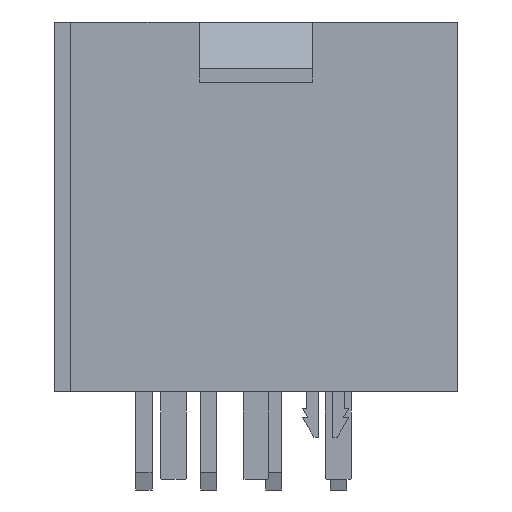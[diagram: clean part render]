
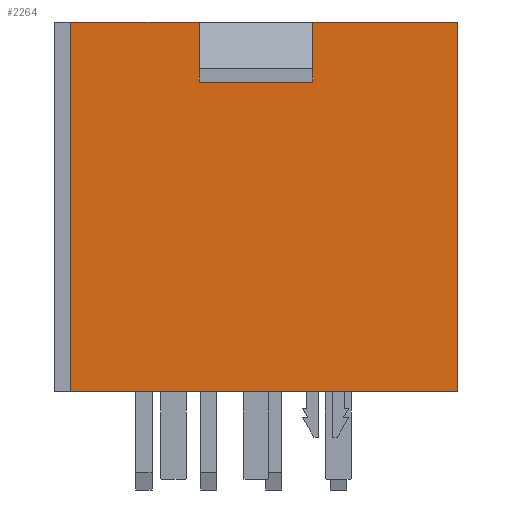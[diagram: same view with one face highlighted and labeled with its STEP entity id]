
A CAD part, left-side view. The second image highlights one B-rep face of the part: STEP entity #2264.
In plain terms, the highlighted planar face has unit normal (-1, 0, 0).
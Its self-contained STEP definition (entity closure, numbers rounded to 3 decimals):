
#503 = VERTEX_POINT ( 'NONE', #12481 ) ;
#671 = CARTESIAN_POINT ( 'NONE',  ( -13.72, 6.225, 4.103 ) ) ;
#721 = ORIENTED_EDGE ( 'NONE', *, *, #4894, .F. ) ;
#829 = VECTOR ( 'NONE', #1843, 1000. ) ;
#891 = VECTOR ( 'NONE', #9185, 1000. ) ;
#923 = ORIENTED_EDGE ( 'NONE', *, *, #9667, .T. ) ;
#931 = VECTOR ( 'NONE', #8733, 1000. ) ;
#1179 = EDGE_CURVE ( 'NONE', #14602, #5518, #11613, .T. ) ;
#1212 = ORIENTED_EDGE ( 'NONE', *, *, #15122, .T. ) ;
#1252 = CARTESIAN_POINT ( 'NONE',  ( -13.72, -6.225, 5.69 ) ) ;
#1452 = VECTOR ( 'NONE', #5704, 1000. ) ;
#1686 = CARTESIAN_POINT ( 'NONE',  ( -13.72, 5.717, -5.69 ) ) ;
#1751 = CARTESIAN_POINT ( 'NONE',  ( -13.72, 5.717, -5.69 ) ) ;
#1843 = DIRECTION ( 'NONE',  ( 0., -1., 0. ) ) ;
#2264 = ADVANCED_FACE ( 'NONE', ( #13274 ), #3910, .F. ) ;
#2764 = ORIENTED_EDGE ( 'NONE', *, *, #1179, .F. ) ;
#3557 = LINE ( 'NONE', #6143, #13344 ) ;
#3910 = PLANE ( 'NONE',  #5761 ) ;
#4067 = LINE ( 'NONE', #671, #829 ) ;
#4166 = CARTESIAN_POINT ( 'NONE',  ( -13.72, 1.748, 5.69 ) ) ;
#4282 = VECTOR ( 'NONE', #10743, 1000. ) ;
#4363 = CARTESIAN_POINT ( 'NONE',  ( -13.72, 5.717, 5.69 ) ) ;
#4890 = CARTESIAN_POINT ( 'NONE',  ( -13.72, 5.717, 5.69 ) ) ;
#4894 = EDGE_CURVE ( 'NONE', #10568, #503, #3557, .T. ) ;
#4922 = DIRECTION ( 'NONE',  ( 0., 0., -1. ) ) ;
#5004 = EDGE_CURVE ( 'NONE', #15032, #14051, #12773, .T. ) ;
#5224 = VECTOR ( 'NONE', #10072, 1000. ) ;
#5518 = VERTEX_POINT ( 'NONE', #5615 ) ;
#5594 = CARTESIAN_POINT ( 'NONE',  ( -13.72, 5.717, 5.69 ) ) ;
#5615 = CARTESIAN_POINT ( 'NONE',  ( -13.72, 1.748, 4.103 ) ) ;
#5704 = DIRECTION ( 'NONE',  ( 0., -1., 0. ) ) ;
#5761 = AXIS2_PLACEMENT_3D ( 'NONE', #12104, #14565, #4922 ) ;
#6143 = CARTESIAN_POINT ( 'NONE',  ( -13.72, -6.225, 5.69 ) ) ;
#6149 = EDGE_CURVE ( 'NONE', #15032, #14602, #15357, .T. ) ;
#6275 = CARTESIAN_POINT ( 'NONE',  ( -13.72, -1.752, 5.69 ) ) ;
#6296 = ORIENTED_EDGE ( 'NONE', *, *, #12084, .F. ) ;
#6521 = LINE ( 'NONE', #12133, #15329 ) ;
#6583 = ORIENTED_EDGE ( 'NONE', *, *, #5004, .T. ) ;
#6641 = VERTEX_POINT ( 'NONE', #7547 ) ;
#7547 = CARTESIAN_POINT ( 'NONE',  ( -13.72, -1.752, 5.69 ) ) ;
#7854 = LINE ( 'NONE', #1751, #5224 ) ;
#8621 = ORIENTED_EDGE ( 'NONE', *, *, #13065, .F. ) ;
#8733 = DIRECTION ( 'NONE',  ( 0., 0., -1. ) ) ;
#8907 = CARTESIAN_POINT ( 'NONE',  ( -13.72, 1.748, 5.69 ) ) ;
#9185 = DIRECTION ( 'NONE',  ( 0., 0., -1. ) ) ;
#9667 = EDGE_CURVE ( 'NONE', #6641, #10731, #12427, .T. ) ;
#9715 = DIRECTION ( 'NONE',  ( 0., -1., 0. ) ) ;
#10072 = DIRECTION ( 'NONE',  ( 0., -1., 0. ) ) ;
#10186 = EDGE_LOOP ( 'NONE', ( #6583, #1212, #721, #6296, #923, #8621, #2764, #14708 ) ) ;
#10568 = VERTEX_POINT ( 'NONE', #1252 ) ;
#10731 = VERTEX_POINT ( 'NONE', #12659 ) ;
#10743 = DIRECTION ( 'NONE',  ( 0., 0., -1. ) ) ;
#11613 = LINE ( 'NONE', #8907, #4282 ) ;
#12084 = EDGE_CURVE ( 'NONE', #6641, #10568, #6521, .T. ) ;
#12104 = CARTESIAN_POINT ( 'NONE',  ( -13.72, 5.717, 5.69 ) ) ;
#12133 = CARTESIAN_POINT ( 'NONE',  ( -13.72, -1.752, 5.69 ) ) ;
#12315 = DIRECTION ( 'NONE',  ( 0., 0., -1. ) ) ;
#12427 = LINE ( 'NONE', #6275, #931 ) ;
#12481 = CARTESIAN_POINT ( 'NONE',  ( -13.72, -6.225, -5.69 ) ) ;
#12659 = CARTESIAN_POINT ( 'NONE',  ( -13.72, -1.752, 4.103 ) ) ;
#12773 = LINE ( 'NONE', #4363, #891 ) ;
#13065 = EDGE_CURVE ( 'NONE', #5518, #10731, #4067, .T. ) ;
#13274 = FACE_OUTER_BOUND ( 'NONE', #10186, .T. ) ;
#13344 = VECTOR ( 'NONE', #12315, 1000. ) ;
#14051 = VERTEX_POINT ( 'NONE', #1686 ) ;
#14565 = DIRECTION ( 'NONE',  ( 1., 0., 0. ) ) ;
#14602 = VERTEX_POINT ( 'NONE', #4166 ) ;
#14708 = ORIENTED_EDGE ( 'NONE', *, *, #6149, .F. ) ;
#15032 = VERTEX_POINT ( 'NONE', #4890 ) ;
#15122 = EDGE_CURVE ( 'NONE', #14051, #503, #7854, .T. ) ;
#15329 = VECTOR ( 'NONE', #9715, 1000. ) ;
#15357 = LINE ( 'NONE', #5594, #1452 ) ;
